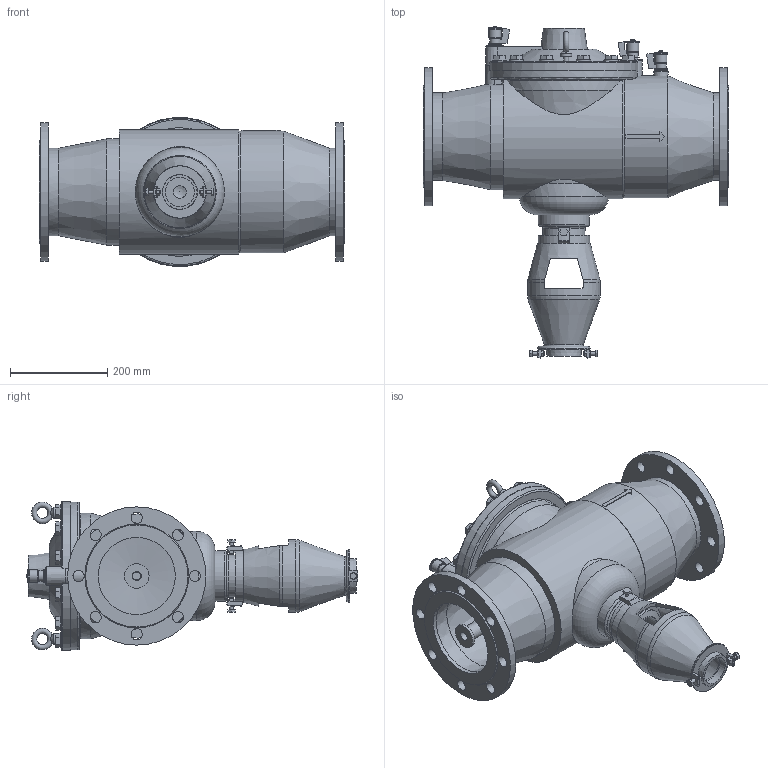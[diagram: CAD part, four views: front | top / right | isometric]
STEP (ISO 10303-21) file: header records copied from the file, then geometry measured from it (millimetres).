
FILE_DESCRIPTION( ( 'STEP AP214' ), '1' );
FILE_NAME( 'socla_ba4760_149B 3400.stp', '2019-10-09T13:28:08', ( '' ), ( '' ), ' ', 'PARTsolutions', ' ' );
FILE_SCHEMA( ( 'AUTOMOTIVE_DESIGN { 1 0 10303 214 1 1 1 1 }' ) );
Length unit declared in the file: millimetre
Products named in the file (1): _socla_ba4760_149B 3400
Bounding box: 630 x 684.25 x 306.15 mm (x, y, z)
Volume: 24140363.9 mm3; surface area: 1353090.6 mm2
Topology: 1 solids, 1 shells, 557 faces, 1406 edges, 922 vertices
Faces by surface type: plane 304, cylinder 128, torus 67, cone 57, sphere 1
Full cylindrical faces by diameter (mm): 8 x13, 10 x2, 19 x1, 20.65 x1, 22 x6, 23 x18, 25 x3, 25.85 x1, 28 x3, 30 x12, 30.95 x1, 31.75 x1, 36.926 x1, 50.806 x1, 60 x1, 62 x1, 85 x1, 88 x1, 105 x1, 136 x1, 150 x1, 159 x2, 179 x1, 180.4 x1, 180.5 x1, 187.3 x1, 203 x1, 235 x1, 251 x1, 285 x2
Entity records: 22539 total; most frequent: CARTESIAN_POINT 5513, DIRECTION 2547, ORIENTED_EDGE 2386, EDGE_CURVE 1193, AXIS2_PLACEMENT_3D 992, VERTEX_POINT 876, EDGE_LOOP 832, FACE_OUTER_BOUND 666
